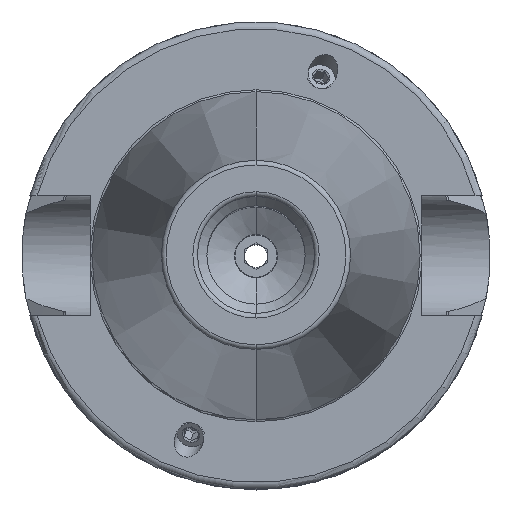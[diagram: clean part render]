
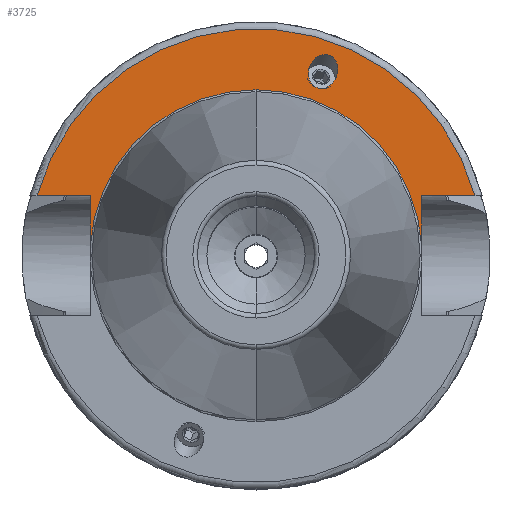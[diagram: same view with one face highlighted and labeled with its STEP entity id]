
A CAD part, top view. The second image highlights one B-rep face of the part: STEP entity #3725.
In plain terms, the highlighted planar face has unit normal (0, 0, 1).
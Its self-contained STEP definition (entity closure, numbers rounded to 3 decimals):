
#682=DIRECTION('',(1,0,0));
#683=VECTOR('',#682,11.367);
#684=CARTESIAN_POINT('',(-46.767,12.85,35));
#685=LINE('',#684,#683);
#686=DIRECTION('',(-1,0,0));
#687=VECTOR('',#686,11.367);
#688=CARTESIAN_POINT('',(46.767,12.85,35));
#689=LINE('',#688,#687);
#690=DIRECTION('',(0,-1,0));
#691=VECTOR('',#690,10.609);
#692=CARTESIAN_POINT('',(35.4,12.85,35));
#693=LINE('',#692,#691);
#694=DIRECTION('',(0,1,0));
#695=VECTOR('',#694,10.609);
#696=CARTESIAN_POINT('',(-35.4,2.241,35));
#697=LINE('',#696,#695);
#698=DIRECTION('',(-0.94,0.342,0));
#699=VECTOR('',#698,1.1);
#700=CARTESIAN_POINT('',(13.595,35.744,35));
#701=LINE('',#700,#699);
#712=CARTESIAN_POINT('',(0,0,35));
#713=DIRECTION('',(0,0,1));
#714=DIRECTION('',(0,1,0));
#715=AXIS2_PLACEMENT_3D('',#712,#713,#714);
#743=CARTESIAN_POINT('',(0,0,35));
#744=DIRECTION('',(0,0,-1));
#745=DIRECTION('',(0,1,0));
#746=AXIS2_PLACEMENT_3D('',#743,#744,#745);
#939=CARTESIAN_POINT('',(0,0,35));
#940=DIRECTION('',(0,0,1));
#941=DIRECTION('',(0.964,0.265,0));
#942=AXIS2_PLACEMENT_3D('',#939,#940,#941);
#1512=CARTESIAN_POINT('',(12.561,36.12,35));
#1513=CARTESIAN_POINT('',(12.346,36.257,35));
#1514=CARTESIAN_POINT('',(11.901,36.63,35));
#1515=CARTESIAN_POINT('',(11.324,37.62,35));
#1516=CARTESIAN_POINT('',(11.096,39.085,35));
#1517=CARTESIAN_POINT('',(11.491,40.778,35));
#1518=CARTESIAN_POINT('',(12.488,42.174,35));
#1519=CARTESIAN_POINT('',(13.713,42.92,35));
#1520=CARTESIAN_POINT('',(14.625,43.055,35));
#1521=CARTESIAN_POINT('',(15.229,42.988,35));
#1522=CARTESIAN_POINT('',(15.607,42.881,35));
#1523=CARTESIAN_POINT('',(15.966,42.72,35));
#1524=CARTESIAN_POINT('',(16.472,42.383,35));
#1525=CARTESIAN_POINT('',(17.084,41.693,35));
#1526=CARTESIAN_POINT('',(17.543,40.334,35));
#1527=CARTESIAN_POINT('',(17.409,38.625,35));
#1528=CARTESIAN_POINT('',(16.623,37.074,35));
#1529=CARTESIAN_POINT('',(15.507,36.098,35));
#1530=CARTESIAN_POINT('',(14.429,35.711,35));
#1531=CARTESIAN_POINT('',(13.848,35.711,35));
#1532=CARTESIAN_POINT('',(13.595,35.744,35));
#2555=CARTESIAN_POINT('',(-46.767,12.85,35));
#2556=CARTESIAN_POINT('',(-35.4,12.85,35));
#2557=VERTEX_POINT('',#2555);
#2558=VERTEX_POINT('',#2556);
#2559=CARTESIAN_POINT('',(35.4,12.85,35));
#2560=CARTESIAN_POINT('',(35.4,2.241,35));
#2561=VERTEX_POINT('',#2559);
#2562=VERTEX_POINT('',#2560);
#2567=CARTESIAN_POINT('',(46.767,12.85,35));
#2568=VERTEX_POINT('',#2567);
#2613=CARTESIAN_POINT('',(0,35.471,35));
#2615=VERTEX_POINT('',#2613);
#2625=CARTESIAN_POINT('',(-35.4,2.241,35));
#2626=VERTEX_POINT('',#2625);
#2633=CARTESIAN_POINT('',(13.595,35.744,35));
#2634=CARTESIAN_POINT('',(12.561,36.12,35));
#2635=VERTEX_POINT('',#2633);
#2636=VERTEX_POINT('',#2634);
#3700=CARTESIAN_POINT('',(0,0,35));
#3701=DIRECTION('',(0,0,-1));
#3702=DIRECTION('',(0,-1,0));
#3703=AXIS2_PLACEMENT_3D('',#3700,#3701,#3702);
#3704=PLANE('',#3703);
#3705=ORIENTED_EDGE('',*,*,#3619,.F.);
#3707=ORIENTED_EDGE('',*,*,#3706,.F.);
#3709=ORIENTED_EDGE('',*,*,#3708,.T.);
#3711=ORIENTED_EDGE('',*,*,#3710,.T.);
#3713=ORIENTED_EDGE('',*,*,#3712,.F.);
#3715=ORIENTED_EDGE('',*,*,#3714,.T.);
#3716=ORIENTED_EDGE('',*,*,#3593,.T.);
#3717=EDGE_LOOP('',(#3705,#3707,#3709,#3711,#3713,#3715,#3716));
#3718=FACE_OUTER_BOUND('',#3717,.F.);
#3720=ORIENTED_EDGE('',*,*,#3719,.F.);
#3722=ORIENTED_EDGE('',*,*,#3721,.F.);
#3723=EDGE_LOOP('',(#3720,#3722));
#3724=FACE_BOUND('',#3723,.F.);
#3725=ADVANCED_FACE('',(#3718,#3724),#3704,.F.);
#716=CIRCLE('',#715,35.471);
#747=CIRCLE('',#746,35.471);
#943=CIRCLE('',#942,48.5);
#1533=B_SPLINE_CURVE_WITH_KNOTS('',3,(#1512,#1513,#1514,#1515,#1516,#1517,#1518,
#1519,#1520,#1521,#1522,#1523,#1524,#1525,#1526,#1527,#1528,#1529,#1530,#1531,
#1532),.UNSPECIFIED.,.F.,.F.,(4,1,1,1,1,1,1,1,1,1,1,1,1,1,1,1,1,1,4),(0,
0.063,0.125,0.188,0.25,0.313,0.375,0.438,0.469,0.5,
0.531,0.563,0.625,0.688,0.75,0.813,0.875,0.938,1),
.UNSPECIFIED.);
#3593=EDGE_CURVE('',#2626,#2558,#697,.T.);
#3619=EDGE_CURVE('',#2557,#2558,#685,.T.);
#3706=EDGE_CURVE('',#2568,#2557,#943,.T.);
#3708=EDGE_CURVE('',#2568,#2561,#689,.T.);
#3710=EDGE_CURVE('',#2561,#2562,#693,.T.);
#3712=EDGE_CURVE('',#2615,#2562,#747,.T.);
#3714=EDGE_CURVE('',#2615,#2626,#716,.T.);
#3719=EDGE_CURVE('',#2635,#2636,#701,.T.);
#3721=EDGE_CURVE('',#2636,#2635,#1533,.T.);
